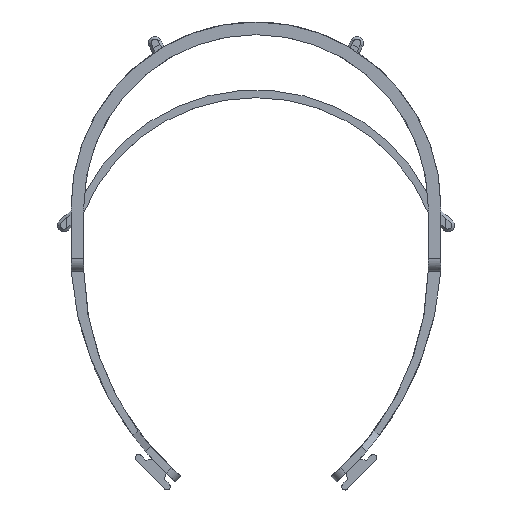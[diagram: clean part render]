
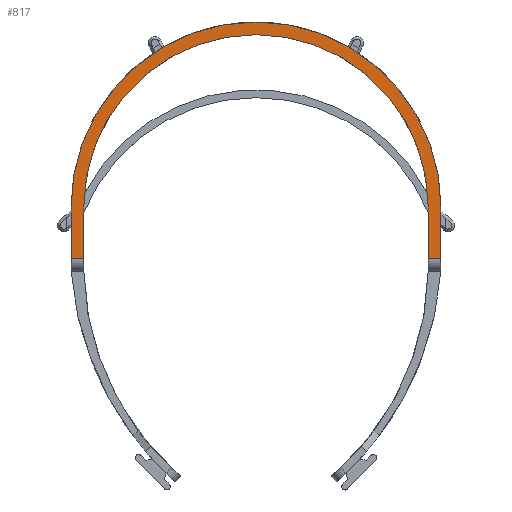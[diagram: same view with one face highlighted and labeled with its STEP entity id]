
A CAD part, top view. The second image highlights one B-rep face of the part: STEP entity #817.
In plain terms, the highlighted planar face has unit normal (0, 0, 1).
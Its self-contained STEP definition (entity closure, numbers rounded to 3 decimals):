
#13 = CARTESIAN_POINT ( 'NONE',  ( 0., -9.764, 10. ) ) ;
#66 = EDGE_CURVE ( 'NONE', #3108, #3546, #2375, .T. ) ;
#159 = DIRECTION ( 'NONE',  ( 1., 0., 0. ) ) ;
#184 = VECTOR ( 'NONE', #662, 1000. ) ;
#262 = DIRECTION ( 'NONE',  ( 1., 0., 0. ) ) ;
#307 = EDGE_CURVE ( 'NONE', #3546, #1260, #3865, .T. ) ;
#325 = DIRECTION ( 'NONE',  ( 0., 0., -1. ) ) ;
#352 = AXIS2_PLACEMENT_3D ( 'NONE', #1332, #3714, #4132 ) ;
#382 = AXIS2_PLACEMENT_3D ( 'NONE', #912, #3010, #159 ) ;
#474 = CARTESIAN_POINT ( 'NONE',  ( -66.321, 8.212, 10. ) ) ;
#501 = ORIENTED_EDGE ( 'NONE', *, *, #1259, .F. ) ;
#543 = CARTESIAN_POINT ( 'NONE',  ( 77.344, 10.288, 10. ) ) ;
#606 = LINE ( 'NONE', #1007, #184 ) ;
#648 = VERTEX_POINT ( 'NONE', #474 ) ;
#659 = CARTESIAN_POINT ( 'NONE',  ( 77.314, -9.764, 10. ) ) ;
#662 = DIRECTION ( 'NONE',  ( 0., 1., 0. ) ) ;
#673 = ORIENTED_EDGE ( 'NONE', *, *, #4492, .T. ) ;
#693 = ORIENTED_EDGE ( 'NONE', *, *, #2394, .T. ) ;
#695 = LINE ( 'NONE', #3957, #2242 ) ;
#709 = VERTEX_POINT ( 'NONE', #827 ) ;
#736 = ORIENTED_EDGE ( 'NONE', *, *, #3942, .F. ) ;
#797 = AXIS2_PLACEMENT_3D ( 'NONE', #3142, #4550, #2084 ) ;
#814 = CARTESIAN_POINT ( 'NONE',  ( 77.314, 8.212, 10. ) ) ;
#817 = ADVANCED_FACE ( 'NONE', ( #4427 ), #2320, .T. ) ;
#827 = CARTESIAN_POINT ( 'NONE',  ( -61.38, 8.22, 10. ) ) ;
#837 = AXIS2_PLACEMENT_3D ( 'NONE', #1257, #1551, #4009 ) ;
#912 = CARTESIAN_POINT ( 'NONE',  ( 5.489, 10.3, 10. ) ) ;
#943 = VECTOR ( 'NONE', #2063, 1000. ) ;
#1007 = CARTESIAN_POINT ( 'NONE',  ( 77.314, 0., 10. ) ) ;
#1029 = CIRCLE ( 'NONE', #797, 71.847 ) ;
#1033 = LINE ( 'NONE', #2036, #2630 ) ;
#1059 = EDGE_CURVE ( 'NONE', #1260, #3249, #695, .T. ) ;
#1257 = CARTESIAN_POINT ( 'NONE',  ( 5.497, 10.288, 10. ) ) ;
#1259 = EDGE_CURVE ( 'NONE', #2727, #2249, #2829, .T. ) ;
#1260 = VERTEX_POINT ( 'NONE', #2280 ) ;
#1295 = EDGE_LOOP ( 'NONE', ( #3560, #3041, #2499, #501, #2669, #736, #4251, #693, #3776, #673, #3381, #1663 ) ) ;
#1332 = CARTESIAN_POINT ( 'NONE',  ( 5.489, 10.3, 10. ) ) ;
#1551 = DIRECTION ( 'NONE',  ( 0., 0., -1. ) ) ;
#1635 = CARTESIAN_POINT ( 'NONE',  ( 0., 0., 10. ) ) ;
#1663 = ORIENTED_EDGE ( 'NONE', *, *, #307, .T. ) ;
#1750 = CARTESIAN_POINT ( 'NONE',  ( 5.489, 10.3, 10. ) ) ;
#1812 = EDGE_CURVE ( 'NONE', #648, #2252, #2125, .T. ) ;
#1819 = DIRECTION ( 'NONE',  ( 1., 0., 0. ) ) ;
#1831 = AXIS2_PLACEMENT_3D ( 'NONE', #3213, #1860, #1819 ) ;
#1848 = CARTESIAN_POINT ( 'NONE',  ( -66.321, 0., 10. ) ) ;
#1860 = DIRECTION ( 'NONE',  ( 0., 0., -1. ) ) ;
#2036 = CARTESIAN_POINT ( 'NONE',  ( -61.378, -0.018, 10. ) ) ;
#2063 = DIRECTION ( 'NONE',  ( 1., 0., 0. ) ) ;
#2084 = DIRECTION ( 'NONE',  ( 1., 0., 0. ) ) ;
#2125 = LINE ( 'NONE', #1848, #3584 ) ;
#2146 = EDGE_CURVE ( 'NONE', #709, #2818, #1033, .T. ) ;
#2183 = DIRECTION ( 'NONE',  ( 0., -1., 0. ) ) ;
#2229 = EDGE_CURVE ( 'NONE', #3249, #3254, #2402, .T. ) ;
#2242 = VECTOR ( 'NONE', #3995, 1000. ) ;
#2249 = VERTEX_POINT ( 'NONE', #814 ) ;
#2252 = VERTEX_POINT ( 'NONE', #4478 ) ;
#2280 = CARTESIAN_POINT ( 'NONE',  ( 72.359, 8.22, 10. ) ) ;
#2320 = PLANE ( 'NONE',  #3048 ) ;
#2367 = CARTESIAN_POINT ( 'NONE',  ( -61.375, -9.764, 10. ) ) ;
#2375 = CIRCLE ( 'NONE', #382, 66.902 ) ;
#2394 = EDGE_CURVE ( 'NONE', #2252, #2818, #4226, .T. ) ;
#2398 = DIRECTION ( 'NONE',  ( 1., 0., 0. ) ) ;
#2402 = LINE ( 'NONE', #659, #943 ) ;
#2493 = VECTOR ( 'NONE', #2398, 1000. ) ;
#2499 = ORIENTED_EDGE ( 'NONE', *, *, #3530, .T. ) ;
#2501 = CARTESIAN_POINT ( 'NONE',  ( 72.367, -9.764, 10. ) ) ;
#2549 = CIRCLE ( 'NONE', #1831, 71.847 ) ;
#2630 = VECTOR ( 'NONE', #3095, 1000. ) ;
#2669 = ORIENTED_EDGE ( 'NONE', *, *, #3330, .F. ) ;
#2727 = VERTEX_POINT ( 'NONE', #543 ) ;
#2818 = VERTEX_POINT ( 'NONE', #2367 ) ;
#2829 = CIRCLE ( 'NONE', #837, 71.847 ) ;
#2867 = CARTESIAN_POINT ( 'NONE',  ( 77.314, -9.764, 10. ) ) ;
#3010 = DIRECTION ( 'NONE',  ( 0., 0., -1. ) ) ;
#3041 = ORIENTED_EDGE ( 'NONE', *, *, #2229, .T. ) ;
#3043 = CARTESIAN_POINT ( 'NONE',  ( 72.392, 10.3, 10. ) ) ;
#3048 = AXIS2_PLACEMENT_3D ( 'NONE', #1635, #3355, #262 ) ;
#3095 = DIRECTION ( 'NONE',  ( 0., -1., 0. ) ) ;
#3108 = VERTEX_POINT ( 'NONE', #4565 ) ;
#3142 = CARTESIAN_POINT ( 'NONE',  ( 5.497, 10.288, 10. ) ) ;
#3213 = CARTESIAN_POINT ( 'NONE',  ( 5.497, 10.288, 10. ) ) ;
#3249 = VERTEX_POINT ( 'NONE', #2501 ) ;
#3254 = VERTEX_POINT ( 'NONE', #2867 ) ;
#3273 = AXIS2_PLACEMENT_3D ( 'NONE', #1750, #325, #3741 ) ;
#3330 = EDGE_CURVE ( 'NONE', #4409, #2727, #2549, .T. ) ;
#3355 = DIRECTION ( 'NONE',  ( 0., 0., 1. ) ) ;
#3381 = ORIENTED_EDGE ( 'NONE', *, *, #66, .T. ) ;
#3530 = EDGE_CURVE ( 'NONE', #3254, #2249, #606, .T. ) ;
#3546 = VERTEX_POINT ( 'NONE', #3043 ) ;
#3560 = ORIENTED_EDGE ( 'NONE', *, *, #1059, .T. ) ;
#3584 = VECTOR ( 'NONE', #2183, 1000. ) ;
#3714 = DIRECTION ( 'NONE',  ( 0., 0., -1. ) ) ;
#3741 = DIRECTION ( 'NONE',  ( 1., 0., 0. ) ) ;
#3776 = ORIENTED_EDGE ( 'NONE', *, *, #2146, .F. ) ;
#3865 = CIRCLE ( 'NONE', #3273, 66.902 ) ;
#3942 = EDGE_CURVE ( 'NONE', #648, #4409, #1029, .T. ) ;
#3957 = CARTESIAN_POINT ( 'NONE',  ( 72.363, 0.029, 10. ) ) ;
#3995 = DIRECTION ( 'NONE',  ( 0., -1., 0. ) ) ;
#4009 = DIRECTION ( 'NONE',  ( 1., 0., 0. ) ) ;
#4132 = DIRECTION ( 'NONE',  ( 1., 0., 0. ) ) ;
#4226 = LINE ( 'NONE', #13, #2493 ) ;
#4251 = ORIENTED_EDGE ( 'NONE', *, *, #1812, .T. ) ;
#4391 = CARTESIAN_POINT ( 'NONE',  ( -66.351, 10.288, 10. ) ) ;
#4407 = CIRCLE ( 'NONE', #352, 66.902 ) ;
#4409 = VERTEX_POINT ( 'NONE', #4391 ) ;
#4427 = FACE_OUTER_BOUND ( 'NONE', #1295, .T. ) ;
#4478 = CARTESIAN_POINT ( 'NONE',  ( -66.321, -9.764, 10. ) ) ;
#4492 = EDGE_CURVE ( 'NONE', #709, #3108, #4407, .T. ) ;
#4550 = DIRECTION ( 'NONE',  ( 0., 0., -1. ) ) ;
#4565 = CARTESIAN_POINT ( 'NONE',  ( -61.413, 10.3, 10. ) ) ;
